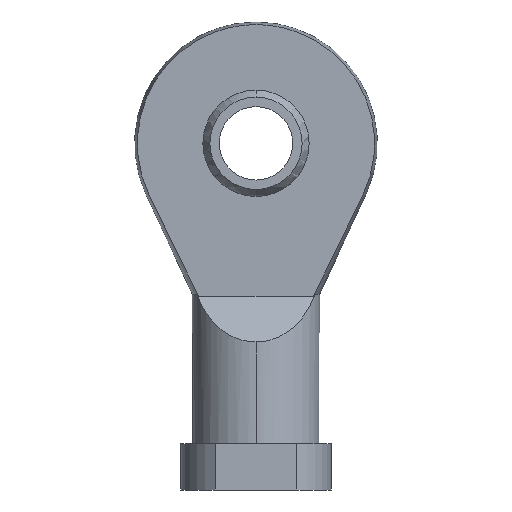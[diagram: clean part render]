
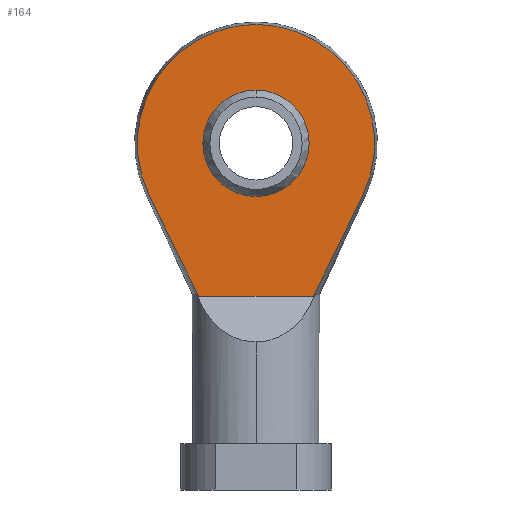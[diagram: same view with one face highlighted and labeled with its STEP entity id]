
A CAD part, front view. The second image highlights one B-rep face of the part: STEP entity #164.
In plain terms, the highlighted planar face has unit normal (0, -1, 0).
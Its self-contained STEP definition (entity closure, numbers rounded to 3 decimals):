
#164=ADVANCED_FACE('',(#301,#302),#303,.T.);
#301=FACE_BOUND('',#423,.T.);
#302=FACE_OUTER_BOUND('',#424,.T.);
#303=PLANE('',#425);
#423=EDGE_LOOP('',(#685,#686));
#424=EDGE_LOOP('',(#687,#688,#689,#690));
#425=AXIS2_PLACEMENT_3D('',#691,#692,#693);
#685=ORIENTED_EDGE('',*,*,#843,.T.);
#686=ORIENTED_EDGE('',*,*,#844,.T.);
#687=ORIENTED_EDGE('',*,*,#836,.T.);
#688=ORIENTED_EDGE('',*,*,#845,.F.);
#689=ORIENTED_EDGE('',*,*,#846,.F.);
#690=ORIENTED_EDGE('',*,*,#847,.F.);
#691=CARTESIAN_POINT('',(0.0,-2.2,-0.003));
#692=DIRECTION('',(0.0,-1.0,0.0));
#693=DIRECTION('',(0.0,0.0,-1.0));
#836=EDGE_CURVE('',#997,#999,#1001,.T.);
#843=EDGE_CURVE('',#1008,#1009,#1010,.T.);
#844=EDGE_CURVE('',#1009,#1008,#1011,.T.);
#845=EDGE_CURVE('',#1012,#999,#1013,.T.);
#846=EDGE_CURVE('',#1014,#1012,#1015,.T.);
#847=EDGE_CURVE('',#997,#1014,#1016,.T.);
#997=VERTEX_POINT('',#1207);
#999=VERTEX_POINT('',#1209);
#1001=LINE('',#1211,#1212);
#1008=VERTEX_POINT('',#1219);
#1009=VERTEX_POINT('',#1220);
#1010=CIRCLE('',#1221,4.601);
#1011=CIRCLE('',#1222,4.601);
#1012=VERTEX_POINT('',#1223);
#1013=(B_SPLINE_CURVE(2,(#1225,#1226,#1227),.UNSPECIFIED.,.F.,.F.)B_SPLINE_CURVE_WITH_KNOTS((3,3),(0.0,36.449),.UNSPECIFIED.)RATIONAL_B_SPLINE_CURVE((1.0,4.327,1.0))BOUNDED_CURVE()REPRESENTATION_ITEM('')GEOMETRIC_REPRESENTATION_ITEM()CURVE());
#1014=VERTEX_POINT('',#1234);
#1015=CIRCLE('',#1235,10.27);
#1016=(B_SPLINE_CURVE(2,(#1237,#1238,#1239),.UNSPECIFIED.,.F.,.F.)B_SPLINE_CURVE_WITH_KNOTS((3,3),(0.0,36.449),.UNSPECIFIED.)RATIONAL_B_SPLINE_CURVE((1.0,4.327,1.0))BOUNDED_CURVE()REPRESENTATION_ITEM('')GEOMETRIC_REPRESENTATION_ITEM()CURVE());
#1207=CARTESIAN_POINT('',(-4.944,-2.2,-13.25));
#1209=CARTESIAN_POINT('',(4.944,-2.2,-13.25));
#1211=CARTESIAN_POINT('',(0.0,-2.2,-13.25));
#1212=VECTOR('',#1412,1.0);
#1219=CARTESIAN_POINT('',(0.,-2.2,-4.601));
#1220=CARTESIAN_POINT('',(0.0,-2.2,4.601));
#1221=AXIS2_PLACEMENT_3D('',#1419,#1420,#1421);
#1222=AXIS2_PLACEMENT_3D('',#1422,#1423,#1424);
#1223=CARTESIAN_POINT('',(9.261,-2.2,-4.441));
#1225=CARTESIAN_POINT('',(9.261,-2.2,-4.441));
#1226=CARTESIAN_POINT('',(0.0,-2.2,-23.764));
#1227=CARTESIAN_POINT('',(-9.261,-2.2,-4.441));
#1234=CARTESIAN_POINT('',(-9.261,-2.2,-4.441));
#1235=AXIS2_PLACEMENT_3D('',#1425,#1426,#1427);
#1237=CARTESIAN_POINT('',(9.261,-2.2,-4.441));
#1238=CARTESIAN_POINT('',(0.0,-2.2,-23.764));
#1239=CARTESIAN_POINT('',(-9.261,-2.2,-4.441));
#1412=DIRECTION('',(1.0,0.0,0.0));
#1419=CARTESIAN_POINT('',(0.0,-2.2,0.0));
#1420=DIRECTION('',(-0.0,1.0,0.0));
#1421=DIRECTION('',(0.0,0.0,1.0));
#1422=CARTESIAN_POINT('',(0.0,-2.2,0.0));
#1423=DIRECTION('',(-0.0,1.0,0.0));
#1424=DIRECTION('',(0.0,0.0,1.0));
#1425=CARTESIAN_POINT('',(0.0,-2.2,-0.003));
#1426=DIRECTION('',(-0.0,1.0,0.0));
#1427=DIRECTION('',(0.0,0.0,-1.0));
